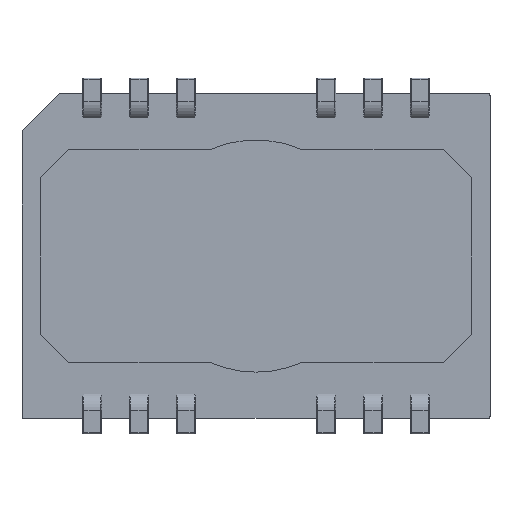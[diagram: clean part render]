
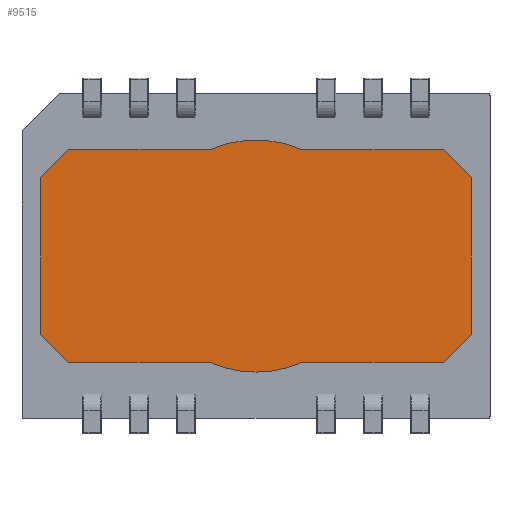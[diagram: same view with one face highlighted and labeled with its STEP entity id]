
A CAD part, front view. The second image highlights one B-rep face of the part: STEP entity #9515.
In plain terms, the highlighted planar face has unit normal (0, -1, 0).
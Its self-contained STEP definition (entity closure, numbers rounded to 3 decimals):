
#210 = VERTEX_POINT ( 'NONE', #13920 ) ;
#591 = DIRECTION ( 'NONE',  ( 1., 0., 0. ) ) ;
#614 = CIRCLE ( 'NONE', #4954, 0.051 ) ;
#886 = CARTESIAN_POINT ( 'NONE',  ( 0., 0., 0. ) ) ;
#955 = DIRECTION ( 'NONE',  ( 0., 0., -1. ) ) ;
#1001 = ORIENTED_EDGE ( 'NONE', *, *, #5954, .F. ) ;
#1123 = VECTOR ( 'NONE', #591, 1000. ) ;
#1154 = ORIENTED_EDGE ( 'NONE', *, *, #7510, .F. ) ;
#1935 = AXIS2_PLACEMENT_3D ( 'NONE', #12336, #5776, #3149 ) ;
#2300 = ORIENTED_EDGE ( 'NONE', *, *, #2868, .F. ) ;
#2406 = ORIENTED_EDGE ( 'NONE', *, *, #6380, .F. ) ;
#2556 = CARTESIAN_POINT ( 'NONE',  ( -6.299, 0., -3.34 ) ) ;
#2783 = FACE_OUTER_BOUND ( 'NONE', #6424, .T. ) ;
#2868 = EDGE_CURVE ( 'NONE', #10082, #8131, #9460, .T. ) ;
#2953 = AXIS2_PLACEMENT_3D ( 'NONE', #2556, #9006, #955 ) ;
#3149 = DIRECTION ( 'NONE',  ( 0., 0., -1. ) ) ;
#3558 = CIRCLE ( 'NONE', #1935, 0.051 ) ;
#4092 = LINE ( 'NONE', #15660, #13129 ) ;
#4511 = DIRECTION ( 'NONE',  ( 0., 0., 1. ) ) ;
#4602 = VERTEX_POINT ( 'NONE', #5356 ) ;
#4634 = DIRECTION ( 'NONE',  ( 0., 0., -1. ) ) ;
#4954 = AXIS2_PLACEMENT_3D ( 'NONE', #8837, #11193, #4634 ) ;
#4973 = DIRECTION ( 'NONE',  ( -1., 0., 0. ) ) ;
#5074 = VERTEX_POINT ( 'NONE', #5577 ) ;
#5156 = ORIENTED_EDGE ( 'NONE', *, *, #5733, .F. ) ;
#5356 = CARTESIAN_POINT ( 'NONE',  ( -6.299, 0., 3.391 ) ) ;
#5392 = CIRCLE ( 'NONE', #2953, 0.051 ) ;
#5577 = CARTESIAN_POINT ( 'NONE',  ( 6.299, 0., -3.391 ) ) ;
#5622 = CARTESIAN_POINT ( 'NONE',  ( -6.35, 0., 3.34 ) ) ;
#5733 = EDGE_CURVE ( 'NONE', #210, #10076, #5392, .T. ) ;
#5776 = DIRECTION ( 'NONE',  ( 0., 1., 0. ) ) ;
#5954 = EDGE_CURVE ( 'NONE', #5074, #210, #10495, .T. ) ;
#6380 = EDGE_CURVE ( 'NONE', #10076, #10423, #12254, .T. ) ;
#6424 = EDGE_LOOP ( 'NONE', ( #1154, #7696, #2406, #5156, #1001, #12204, #15487, #2300 ) ) ;
#7246 = DIRECTION ( 'NONE',  ( 0., 0., 1. ) ) ;
#7370 = CARTESIAN_POINT ( 'NONE',  ( -6.35, 0., -3.34 ) ) ;
#7510 = EDGE_CURVE ( 'NONE', #4602, #10082, #11043, .T. ) ;
#7696 = ORIENTED_EDGE ( 'NONE', *, *, #8965, .F. ) ;
#8131 = VERTEX_POINT ( 'NONE', #16695 ) ;
#8417 = VECTOR ( 'NONE', #4511, 1000. ) ;
#8837 = CARTESIAN_POINT ( 'NONE',  ( 6.299, 0., -3.34 ) ) ;
#8965 = EDGE_CURVE ( 'NONE', #10423, #4602, #3558, .T. ) ;
#9006 = DIRECTION ( 'NONE',  ( 0., 1., 0. ) ) ;
#9460 = CIRCLE ( 'NONE', #15985, 0.051 ) ;
#9515 = ADVANCED_FACE ( 'NONE', ( #2783 ), #14514, .F. ) ;
#9770 = CARTESIAN_POINT ( 'NONE',  ( -6.35, 0., 0. ) ) ;
#10076 = VERTEX_POINT ( 'NONE', #7370 ) ;
#10082 = VERTEX_POINT ( 'NONE', #12486 ) ;
#10423 = VERTEX_POINT ( 'NONE', #5622 ) ;
#10495 = LINE ( 'NONE', #15682, #11383 ) ;
#10728 = DIRECTION ( 'NONE',  ( 0., 0., -1. ) ) ;
#10888 = VERTEX_POINT ( 'NONE', #16407 ) ;
#11043 = LINE ( 'NONE', #14869, #1123 ) ;
#11193 = DIRECTION ( 'NONE',  ( 0., 1., 0. ) ) ;
#11383 = VECTOR ( 'NONE', #4973, 1000. ) ;
#11690 = EDGE_CURVE ( 'NONE', #10888, #5074, #614, .T. ) ;
#11814 = DIRECTION ( 'NONE',  ( 0., 0., -1. ) ) ;
#12204 = ORIENTED_EDGE ( 'NONE', *, *, #11690, .F. ) ;
#12254 = LINE ( 'NONE', #9770, #8417 ) ;
#12336 = CARTESIAN_POINT ( 'NONE',  ( -6.299, 0., 3.34 ) ) ;
#12418 = DIRECTION ( 'NONE',  ( 0., 1., 0. ) ) ;
#12486 = CARTESIAN_POINT ( 'NONE',  ( 6.299, 0., 3.391 ) ) ;
#13129 = VECTOR ( 'NONE', #10728, 1000. ) ;
#13222 = EDGE_CURVE ( 'NONE', #8131, #10888, #4092, .T. ) ;
#13631 = AXIS2_PLACEMENT_3D ( 'NONE', #886, #15867, #7246 ) ;
#13703 = CARTESIAN_POINT ( 'NONE',  ( 6.299, 0., 3.34 ) ) ;
#13920 = CARTESIAN_POINT ( 'NONE',  ( -6.299, 0., -3.391 ) ) ;
#14514 = PLANE ( 'NONE',  #13631 ) ;
#14869 = CARTESIAN_POINT ( 'NONE',  ( 0., 0., 3.391 ) ) ;
#15487 = ORIENTED_EDGE ( 'NONE', *, *, #13222, .F. ) ;
#15660 = CARTESIAN_POINT ( 'NONE',  ( 6.35, 0., 0. ) ) ;
#15682 = CARTESIAN_POINT ( 'NONE',  ( 0., 0., -3.391 ) ) ;
#15867 = DIRECTION ( 'NONE',  ( 0., 1., 0. ) ) ;
#15985 = AXIS2_PLACEMENT_3D ( 'NONE', #13703, #12418, #11814 ) ;
#16407 = CARTESIAN_POINT ( 'NONE',  ( 6.35, 0., -3.34 ) ) ;
#16695 = CARTESIAN_POINT ( 'NONE',  ( 6.35, 0., 3.34 ) ) ;
